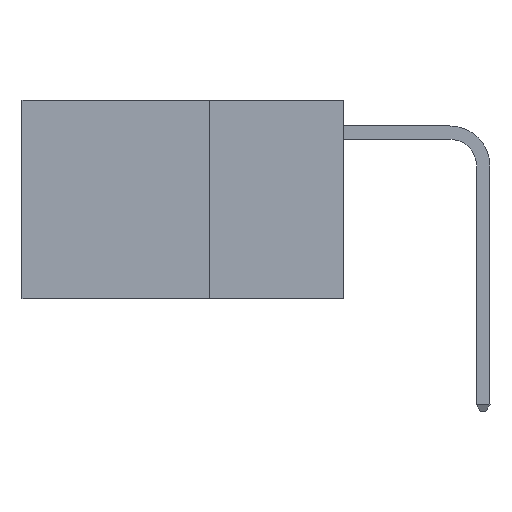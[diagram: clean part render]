
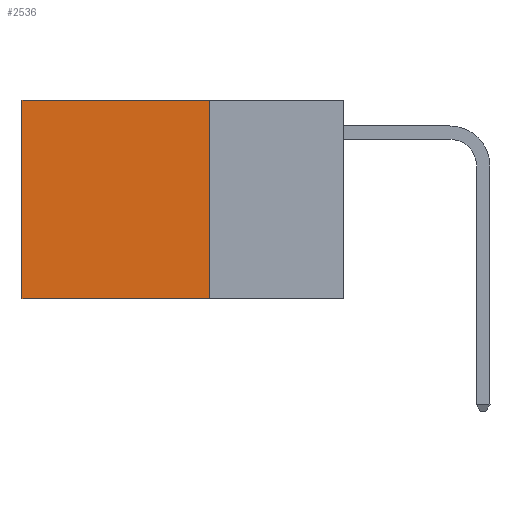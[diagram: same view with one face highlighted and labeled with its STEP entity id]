
A CAD part, left-side view. The second image highlights one B-rep face of the part: STEP entity #2536.
In plain terms, the highlighted planar face has unit normal (-1, 0, 0).
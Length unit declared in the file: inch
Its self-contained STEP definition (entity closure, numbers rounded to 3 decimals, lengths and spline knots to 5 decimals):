
#339 = VECTOR ( 'NONE', #17961, 39.37008 ) ;
#341 = EDGE_CURVE ( 'NONE', #16710, #6431, #19773, .T. ) ;
#577 = VECTOR ( 'NONE', #10823, 39.37008 ) ;
#1078 = ORIENTED_EDGE ( 'NONE', *, *, #1585, .F. ) ;
#1266 = LINE ( 'NONE', #7495, #577 ) ;
#1440 = CARTESIAN_POINT ( 'NONE',  ( 0.2625, 0.6, -0.37 ) ) ;
#1579 = VERTEX_POINT ( 'NONE', #19988 ) ;
#1585 = EDGE_CURVE ( 'NONE', #1991, #1579, #8619, .T. ) ;
#1991 = VERTEX_POINT ( 'NONE', #9991 ) ;
#2241 = EDGE_CURVE ( 'NONE', #1579, #6431, #1266, .T. ) ;
#2412 = EDGE_LOOP ( 'NONE', ( #19029, #16293, #1078, #5227 ) ) ;
#2536 = ADVANCED_FACE ( 'NONE', ( #13811 ), #8783, .F. ) ;
#3492 = AXIS2_PLACEMENT_3D ( 'NONE', #10193, #18348, #5341 ) ;
#5060 = CARTESIAN_POINT ( 'NONE',  ( 0.2625, 0.6, 0. ) ) ;
#5227 = ORIENTED_EDGE ( 'NONE', *, *, #13236, .T. ) ;
#5341 = DIRECTION ( 'NONE',  ( 0., 0., -1. ) ) ;
#6431 = VERTEX_POINT ( 'NONE', #1440 ) ;
#7495 = CARTESIAN_POINT ( 'NONE',  ( 0.2625, 0.25, -0.37 ) ) ;
#7823 = DIRECTION ( 'NONE',  ( 0., 1., 0. ) ) ;
#7925 = LINE ( 'NONE', #14465, #11931 ) ;
#8260 = VECTOR ( 'NONE', #11601, 39.37008 ) ;
#8619 = LINE ( 'NONE', #13219, #339 ) ;
#8783 = PLANE ( 'NONE',  #3492 ) ;
#9991 = CARTESIAN_POINT ( 'NONE',  ( 0.2625, 0.25, 0. ) ) ;
#10193 = CARTESIAN_POINT ( 'NONE',  ( 0.2625, 0.25, 0. ) ) ;
#10823 = DIRECTION ( 'NONE',  ( 0., 1., 0. ) ) ;
#11601 = DIRECTION ( 'NONE',  ( 0., 0., -1. ) ) ;
#11931 = VECTOR ( 'NONE', #7823, 39.37008 ) ;
#13219 = CARTESIAN_POINT ( 'NONE',  ( 0.2625, 0.25, 0. ) ) ;
#13236 = EDGE_CURVE ( 'NONE', #1991, #16710, #7925, .T. ) ;
#13811 = FACE_OUTER_BOUND ( 'NONE', #2412, .T. ) ;
#14465 = CARTESIAN_POINT ( 'NONE',  ( 0.2625, 0.25, 0. ) ) ;
#16293 = ORIENTED_EDGE ( 'NONE', *, *, #2241, .F. ) ;
#16710 = VERTEX_POINT ( 'NONE', #20703 ) ;
#17961 = DIRECTION ( 'NONE',  ( 0., 0., -1. ) ) ;
#18348 = DIRECTION ( 'NONE',  ( 1., 0., 0. ) ) ;
#19029 = ORIENTED_EDGE ( 'NONE', *, *, #341, .T. ) ;
#19773 = LINE ( 'NONE', #5060, #8260 ) ;
#19988 = CARTESIAN_POINT ( 'NONE',  ( 0.2625, 0.25, -0.37 ) ) ;
#20703 = CARTESIAN_POINT ( 'NONE',  ( 0.2625, 0.6, 0. ) ) ;
